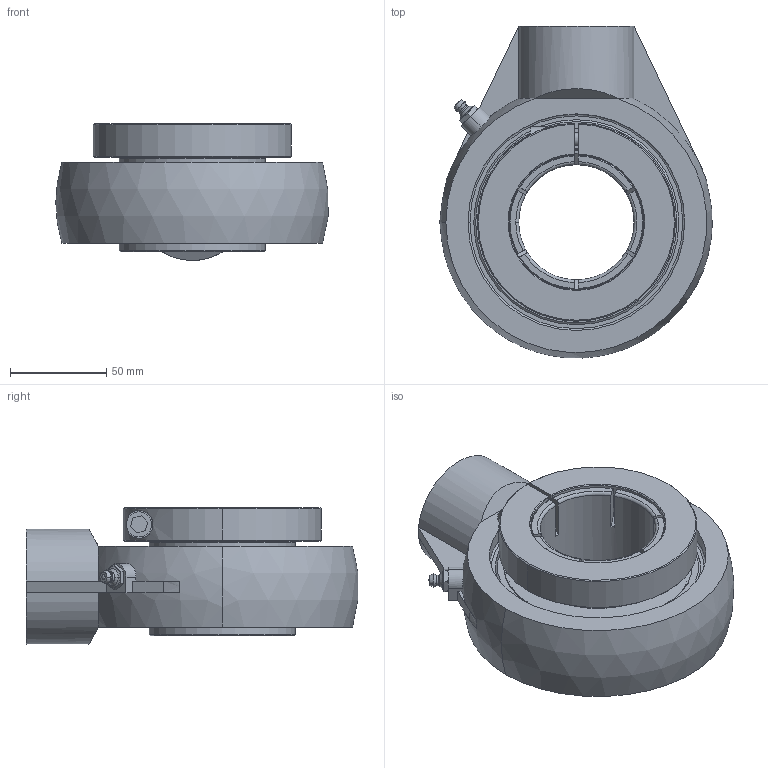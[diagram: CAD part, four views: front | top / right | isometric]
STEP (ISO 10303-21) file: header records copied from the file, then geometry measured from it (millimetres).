
FILE_DESCRIPTION(('HOOPS Exchange Step'),'2;1');
FILE_NAME('export-5090BDA9-E7FE-4DAC-9675-7D9D009A85E6.stp','2019-12-13T13:49:22-08:00',('ibuslach'),('Alibre'),'HOOPS Exchange 2019.2','Alibre','Unknown authorisation');
FILE_SCHEMA( ('AP242_MANAGED_MODEL_BASED_3D_ENGINEERING_MIM_LF {1 0 10303 442 1 1 4 }') );
Length unit declared in the file: centimetre
Products named in the file (8): MRN SHA 212; ZERK 6mm; SUE 212 BOLT; SUE 212 LOCK RING; SUE 212 SHIELD; SUE 212 RACES; MRN SUE 212; MRN SUEHA 212
Assembly tree (8 placements, depth 3):
  MRN SUEHA 212
    MRN SHA 212
    ZERK 6mm
    MRN SUE 212
      SUE 212 BOLT
      SUE 212 LOCK RING
      SUE 212 SHIELD  x2
      SUE 212 RACES
Bounding box: 141.63 x 172.57 x 71.17 mm (x, y, z)
Volume: 544370.8 mm3; surface area: 145446.4 mm2
Topology: 8 solids, 8 shells, 245 faces, 661 edges, 431 vertices
Faces by surface type: plane 88, cylinder 60, cone 54, torus 28, sphere 11, bspline 4
Full cylindrical faces by diameter (mm): 1.981 x2, 6 x2, 6.647 x2, 8.4 x1, 13 x1, 31.75 x1, 60 x1, 76 x4, 77.016 x2, 96 x2, 98 x2, 112.635 x1, 114.635 x1
Entity records: 12459 total; most frequent: CARTESIAN_POINT 6263, DIRECTION 1316, ORIENTED_EDGE 1268, EDGE_CURVE 634, AXIS2_PLACEMENT_3D 545, VERTEX_POINT 417, CIRCLE 285, EDGE_LOOP 263
